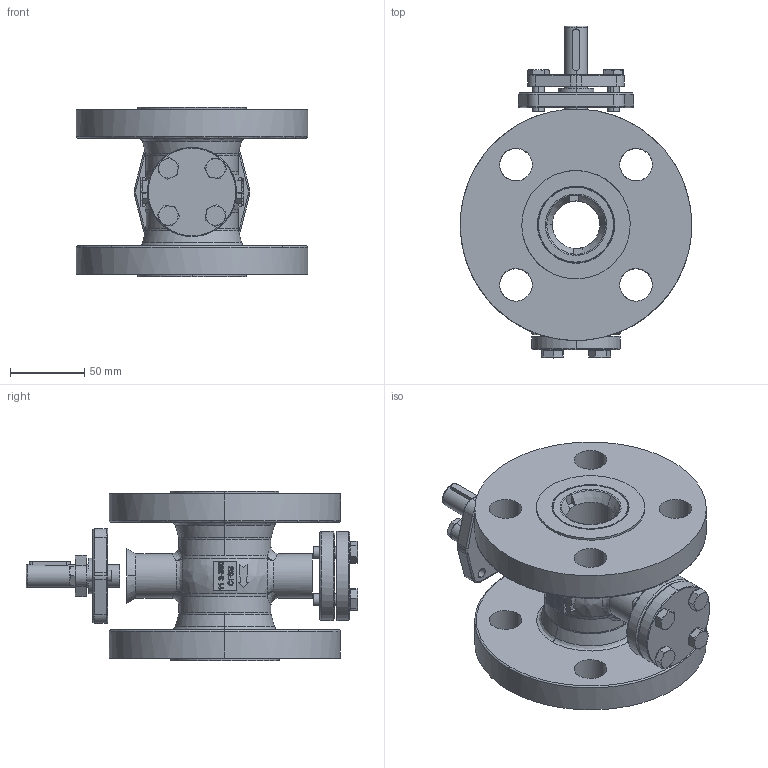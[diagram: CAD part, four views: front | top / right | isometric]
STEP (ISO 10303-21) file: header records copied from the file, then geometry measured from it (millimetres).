
FILE_DESCRIPTION (( 'STEP AP214' ), '1' );
FILE_NAME ('VX-F3-0150-XXX.step', '2019-10-18T12:33:53', ( '' ), ( '' ), 'SwSTEP 2.0', 'SolidWorks 2019', '' );
FILE_SCHEMA (( 'AUTOMOTIVE_DESIGN' ));
Length unit declared in the file: inch
Products named in the file (2): VX-F3-0150-XXX
Bounding box: 156 x 223.68 x 114 mm (x, y, z)
Surface area: 159137.7 mm2 (no closed solid volume)
Topology: 0 solids, 30 shells, 448 faces, 1402 edges, 939 vertices
Faces by surface type: plane 147, bspline 120, cylinder 115, cone 66
Entity records: 36734 total; most frequent: CARTESIAN_POINT 21879, ORIENTED_EDGE 2324, EDGE_CURVE 1402, B_SPLINE_CURVE_WITH_KNOTS 1253, VERTEX_POINT 939, DIRECTION 728, EDGE_LOOP 526, DIMENSIONAL_EXPONENTS 450
